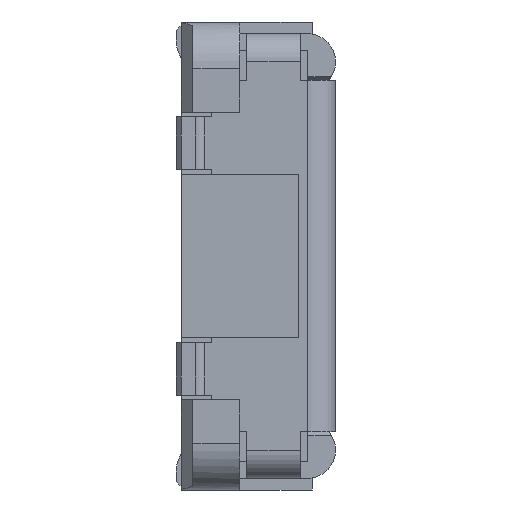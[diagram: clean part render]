
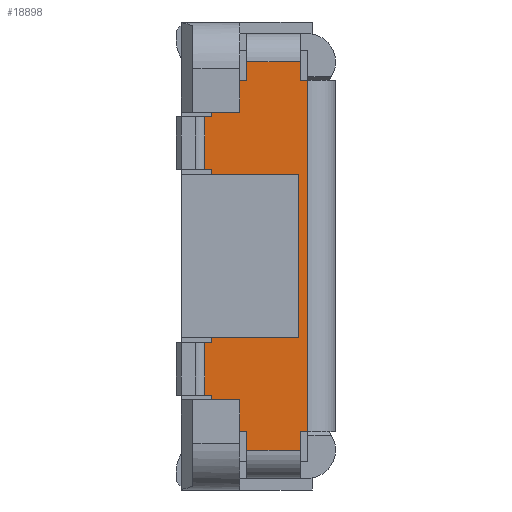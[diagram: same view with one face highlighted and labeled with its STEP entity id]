
A CAD part, left-side view. The second image highlights one B-rep face of the part: STEP entity #18898.
In plain terms, the highlighted planar face has unit normal (-1, 0, 0).
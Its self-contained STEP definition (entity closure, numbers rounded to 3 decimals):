
#855=DIRECTION('',(0.,-1.,0.));
#856=VECTOR('',#855,0.03);
#857=CARTESIAN_POINT('',(-3.69,-0.25,0.75));
#858=LINE('',#857,#856);
#885=DIRECTION('',(0.,-1.,0.));
#886=VECTOR('',#885,0.03);
#887=CARTESIAN_POINT('',(-3.69,-0.51,0.75));
#888=LINE('',#887,#886);
#2687=DIRECTION('',(0.,0.,1.));
#2688=VECTOR('',#2687,0.135);
#2689=CARTESIAN_POINT('',(-3.69,-0.25,-0.75));
#2690=LINE('',#2689,#2688);
#2695=DIRECTION('',(0.,0.,1.));
#2696=VECTOR('',#2695,0.135);
#2697=CARTESIAN_POINT('',(-3.69,-0.25,0.615));
#2698=LINE('',#2697,#2696);
#2719=DIRECTION('',(0.,-1.,0.));
#2720=VECTOR('',#2719,0.03);
#2721=CARTESIAN_POINT('',(-3.69,-0.25,-0.75));
#2722=LINE('',#2721,#2720);
#2748=DIRECTION('',(0.,-1.,0.));
#2749=VECTOR('',#2748,0.03);
#2750=CARTESIAN_POINT('',(-3.69,-0.51,-0.75));
#2751=LINE('',#2750,#2749);
#3906=DIRECTION('',(0.,1.,0.));
#3907=VECTOR('',#3906,0.03);
#3908=CARTESIAN_POINT('',(-3.69,-0.13,-0.37));
#3909=LINE('',#3908,#3907);
#3966=DIRECTION('',(0.,-1.,0.));
#3967=VECTOR('',#3966,0.23);
#3968=CARTESIAN_POINT('',(-3.69,-0.28,0.83));
#3969=LINE('',#3968,#3967);
#3970=DIRECTION('',(0.,0.,-1.));
#3971=VECTOR('',#3970,0.08);
#3972=CARTESIAN_POINT('',(-3.69,-0.51,0.83));
#3973=LINE('',#3972,#3971);
#3974=DIRECTION('',(0.,0.,-1.));
#3975=VECTOR('',#3974,1.5);
#3976=CARTESIAN_POINT('',(-3.69,-0.54,0.75));
#3977=LINE('',#3976,#3975);
#3978=DIRECTION('',(0.,0.,-1.));
#3979=VECTOR('',#3978,0.08);
#3980=CARTESIAN_POINT('',(-3.69,-0.51,-0.75));
#3981=LINE('',#3980,#3979);
#3982=DIRECTION('',(0.,1.,0.));
#3983=VECTOR('',#3982,0.23);
#3984=CARTESIAN_POINT('',(-3.69,-0.51,-0.83));
#3985=LINE('',#3984,#3983);
#3986=DIRECTION('',(0.,0.,1.));
#3987=VECTOR('',#3986,0.08);
#3988=CARTESIAN_POINT('',(-3.69,-0.28,-0.83));
#3989=LINE('',#3988,#3987);
#3990=DIRECTION('',(0.,0.,1.));
#3991=VECTOR('',#3990,0.02);
#3992=CARTESIAN_POINT('',(-3.69,-0.13,-0.615));
#3993=LINE('',#3992,#3991);
#3994=DIRECTION('',(0.,1.,0.));
#3995=VECTOR('',#3994,0.03);
#3996=CARTESIAN_POINT('',(-3.69,-0.13,-0.595));
#3997=LINE('',#3996,#3995);
#3998=DIRECTION('',(0.,0.,1.));
#3999=VECTOR('',#3998,0.225);
#4000=CARTESIAN_POINT('',(-3.69,-0.1,-0.595));
#4001=LINE('',#4000,#3999);
#4002=DIRECTION('',(0.,0.,1.));
#4003=VECTOR('',#4002,0.02);
#4004=CARTESIAN_POINT('',(-3.69,-0.13,-0.37));
#4005=LINE('',#4004,#4003);
#4006=DIRECTION('',(0.,0.,1.));
#4007=VECTOR('',#4006,0.02);
#4008=CARTESIAN_POINT('',(-3.69,-0.13,0.35));
#4009=LINE('',#4008,#4007);
#4010=DIRECTION('',(0.,1.,0.));
#4011=VECTOR('',#4010,0.03);
#4012=CARTESIAN_POINT('',(-3.69,-0.13,0.37));
#4013=LINE('',#4012,#4011);
#4014=DIRECTION('',(0.,0.,1.));
#4015=VECTOR('',#4014,0.225);
#4016=CARTESIAN_POINT('',(-3.69,-0.1,0.37));
#4017=LINE('',#4016,#4015);
#4018=DIRECTION('',(0.,0.,1.));
#4019=VECTOR('',#4018,0.02);
#4020=CARTESIAN_POINT('',(-3.69,-0.13,0.595));
#4021=LINE('',#4020,#4019);
#4022=DIRECTION('',(0.,0.,1.));
#4023=VECTOR('',#4022,0.08);
#4024=CARTESIAN_POINT('',(-3.69,-0.28,0.75));
#4025=LINE('',#4024,#4023);
#4380=DIRECTION('',(0.,1.,0.));
#4381=VECTOR('',#4380,0.12);
#4382=CARTESIAN_POINT('',(-3.69,-0.25,-0.615));
#4383=LINE('',#4382,#4381);
#4448=DIRECTION('',(0.,1.,0.));
#4449=VECTOR('',#4448,0.37);
#4450=CARTESIAN_POINT('',(-3.69,-0.5,-0.35));
#4451=LINE('',#4450,#4449);
#4456=DIRECTION('',(0.,0.,1.));
#4457=VECTOR('',#4456,0.7);
#4458=CARTESIAN_POINT('',(-3.69,-0.5,-0.35));
#4459=LINE('',#4458,#4457);
#4472=DIRECTION('',(0.,1.,0.));
#4473=VECTOR('',#4472,0.37);
#4474=CARTESIAN_POINT('',(-3.69,-0.5,0.35));
#4475=LINE('',#4474,#4473);
#10545=DIRECTION('',(0.,1.,0.));
#10546=VECTOR('',#10545,0.12);
#10547=CARTESIAN_POINT('',(-3.69,-0.25,0.615));
#10548=LINE('',#10547,#10546);
#10929=DIRECTION('',(0.,1.,0.));
#10930=VECTOR('',#10929,0.03);
#10931=CARTESIAN_POINT('',(-3.69,-0.13,0.595));
#10932=LINE('',#10931,#10930);
#11693=CARTESIAN_POINT('',(-3.69,-0.5,-0.35));
#11694=VERTEX_POINT('',#11693);
#11695=CARTESIAN_POINT('',(-3.69,-0.5,0.35));
#11696=VERTEX_POINT('',#11695);
#13570=CARTESIAN_POINT('',(-3.69,-0.13,-0.35));
#13572=VERTEX_POINT('',#13570);
#13574=CARTESIAN_POINT('',(-3.69,-0.13,0.35));
#13576=VERTEX_POINT('',#13574);
#13866=CARTESIAN_POINT('',(-3.69,-0.13,-0.615));
#13868=VERTEX_POINT('',#13866);
#13869=CARTESIAN_POINT('',(-3.69,-0.25,-0.615));
#13870=VERTEX_POINT('',#13869);
#13872=CARTESIAN_POINT('',(-3.69,-0.13,0.615));
#13874=VERTEX_POINT('',#13872);
#13875=CARTESIAN_POINT('',(-3.69,-0.25,0.615));
#13876=VERTEX_POINT('',#13875);
#13878=CARTESIAN_POINT('',(-3.69,-0.25,-0.75));
#13880=VERTEX_POINT('',#13878);
#13882=CARTESIAN_POINT('',(-3.69,-0.25,0.75));
#13884=VERTEX_POINT('',#13882);
#13889=CARTESIAN_POINT('',(-3.69,-0.54,0.75));
#13890=CARTESIAN_POINT('',(-3.69,-0.54,-0.75));
#13891=VERTEX_POINT('',#13889);
#13892=VERTEX_POINT('',#13890);
#13920=CARTESIAN_POINT('',(-3.69,-0.13,-0.595));
#13922=VERTEX_POINT('',#13920);
#13924=CARTESIAN_POINT('',(-3.69,-0.13,-0.37));
#13926=VERTEX_POINT('',#13924);
#13932=CARTESIAN_POINT('',(-3.69,-0.13,0.37));
#13933=VERTEX_POINT('',#13932);
#13934=CARTESIAN_POINT('',(-3.69,-0.13,0.595));
#13935=VERTEX_POINT('',#13934);
#13952=CARTESIAN_POINT('',(-3.69,-0.1,0.37));
#13953=CARTESIAN_POINT('',(-3.69,-0.1,0.595));
#13954=VERTEX_POINT('',#13952);
#13955=VERTEX_POINT('',#13953);
#13960=CARTESIAN_POINT('',(-3.69,-0.1,-0.595));
#13961=CARTESIAN_POINT('',(-3.69,-0.1,-0.37));
#13962=VERTEX_POINT('',#13960);
#13963=VERTEX_POINT('',#13961);
#14445=CARTESIAN_POINT('',(-3.69,-0.28,-0.75));
#14446=VERTEX_POINT('',#14445);
#14447=CARTESIAN_POINT('',(-3.69,-0.51,-0.75));
#14448=VERTEX_POINT('',#14447);
#14449=CARTESIAN_POINT('',(-3.69,-0.28,0.75));
#14450=VERTEX_POINT('',#14449);
#14451=CARTESIAN_POINT('',(-3.69,-0.51,0.75));
#14452=VERTEX_POINT('',#14451);
#14527=CARTESIAN_POINT('',(-3.69,-0.51,0.83));
#14529=VERTEX_POINT('',#14527);
#14530=CARTESIAN_POINT('',(-3.69,-0.28,0.83));
#14531=VERTEX_POINT('',#14530);
#14535=CARTESIAN_POINT('',(-3.69,-0.28,-0.83));
#14537=VERTEX_POINT('',#14535);
#14538=CARTESIAN_POINT('',(-3.69,-0.51,-0.83));
#14539=VERTEX_POINT('',#14538);
#18847=CARTESIAN_POINT('',(-3.69,-0.13,-0.59));
#18848=DIRECTION('',(-1.,0.,0.));
#18849=DIRECTION('',(0.,-1.,0.));
#18850=AXIS2_PLACEMENT_3D('',#18847,#18848,#18849);
#18851=PLANE('',#18850);
#18853=ORIENTED_EDGE('',*,*,#18852,.T.);
#18855=ORIENTED_EDGE('',*,*,#18854,.T.);
#18856=ORIENTED_EDGE('',*,*,#15622,.T.);
#18858=ORIENTED_EDGE('',*,*,#18857,.T.);
#18859=ORIENTED_EDGE('',*,*,#17336,.F.);
#18861=ORIENTED_EDGE('',*,*,#18860,.T.);
#18863=ORIENTED_EDGE('',*,*,#18862,.T.);
#18865=ORIENTED_EDGE('',*,*,#18864,.T.);
#18866=ORIENTED_EDGE('',*,*,#17300,.F.);
#18867=ORIENTED_EDGE('',*,*,#17247,.T.);
#18869=ORIENTED_EDGE('',*,*,#18868,.T.);
#18870=ORIENTED_EDGE('',*,*,#18808,.T.);
#18871=ORIENTED_EDGE('',*,*,#18726,.T.);
#18873=ORIENTED_EDGE('',*,*,#18872,.T.);
#18874=ORIENTED_EDGE('',*,*,#18774,.F.);
#18875=ORIENTED_EDGE('',*,*,#18816,.T.);
#18877=ORIENTED_EDGE('',*,*,#18876,.F.);
#18879=ORIENTED_EDGE('',*,*,#18878,.T.);
#18881=ORIENTED_EDGE('',*,*,#18880,.T.);
#18882=ORIENTED_EDGE('',*,*,#18832,.T.);
#18884=ORIENTED_EDGE('',*,*,#18883,.T.);
#18886=ORIENTED_EDGE('',*,*,#18885,.T.);
#18888=ORIENTED_EDGE('',*,*,#18887,.F.);
#18889=ORIENTED_EDGE('',*,*,#18840,.T.);
#18891=ORIENTED_EDGE('',*,*,#18890,.F.);
#18892=ORIENTED_EDGE('',*,*,#17258,.T.);
#18893=ORIENTED_EDGE('',*,*,#15585,.T.);
#18895=ORIENTED_EDGE('',*,*,#18894,.T.);
#18896=EDGE_LOOP('',(#18853,#18855,#18856,#18858,#18859,#18861,#18863,#18865,
#18866,#18867,#18869,#18870,#18871,#18873,#18874,#18875,#18877,#18879,#18881,
#18882,#18884,#18886,#18888,#18889,#18891,#18892,#18893,#18895));
#18897=FACE_OUTER_BOUND('',#18896,.F.);
#18898=ADVANCED_FACE('',(#18897),#18851,.T.);
#15585=EDGE_CURVE('',#13884,#14450,#858,.T.);
#15622=EDGE_CURVE('',#14452,#13891,#888,.T.);
#17247=EDGE_CURVE('',#13880,#13870,#2690,.T.);
#17258=EDGE_CURVE('',#13876,#13884,#2698,.T.);
#17300=EDGE_CURVE('',#13880,#14446,#2722,.T.);
#17336=EDGE_CURVE('',#14448,#13892,#2751,.T.);
#18726=EDGE_CURVE('',#13922,#13962,#3997,.T.);
#18774=EDGE_CURVE('',#13926,#13963,#3909,.T.);
#18808=EDGE_CURVE('',#13868,#13922,#3993,.T.);
#18816=EDGE_CURVE('',#13926,#13572,#4005,.T.);
#18832=EDGE_CURVE('',#13576,#13933,#4009,.T.);
#18840=EDGE_CURVE('',#13935,#13874,#4021,.T.);
#18852=EDGE_CURVE('',#14531,#14529,#3969,.T.);
#18854=EDGE_CURVE('',#14529,#14452,#3973,.T.);
#18857=EDGE_CURVE('',#13891,#13892,#3977,.T.);
#18860=EDGE_CURVE('',#14448,#14539,#3981,.T.);
#18862=EDGE_CURVE('',#14539,#14537,#3985,.T.);
#18864=EDGE_CURVE('',#14537,#14446,#3989,.T.);
#18868=EDGE_CURVE('',#13870,#13868,#4383,.T.);
#18872=EDGE_CURVE('',#13962,#13963,#4001,.T.);
#18876=EDGE_CURVE('',#11694,#13572,#4451,.T.);
#18878=EDGE_CURVE('',#11694,#11696,#4459,.T.);
#18880=EDGE_CURVE('',#11696,#13576,#4475,.T.);
#18883=EDGE_CURVE('',#13933,#13954,#4013,.T.);
#18885=EDGE_CURVE('',#13954,#13955,#4017,.T.);
#18887=EDGE_CURVE('',#13935,#13955,#10932,.T.);
#18890=EDGE_CURVE('',#13876,#13874,#10548,.T.);
#18894=EDGE_CURVE('',#14450,#14531,#4025,.T.);
